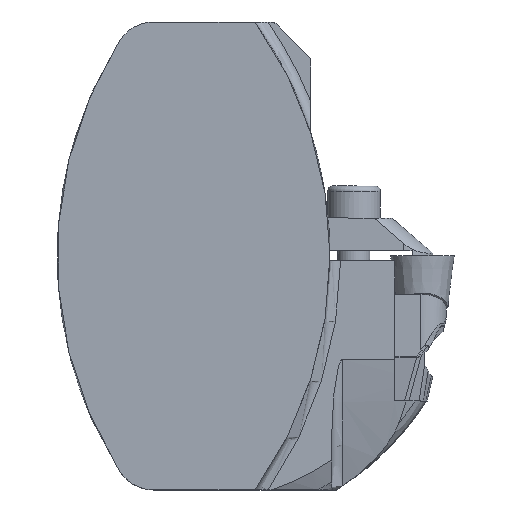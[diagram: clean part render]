
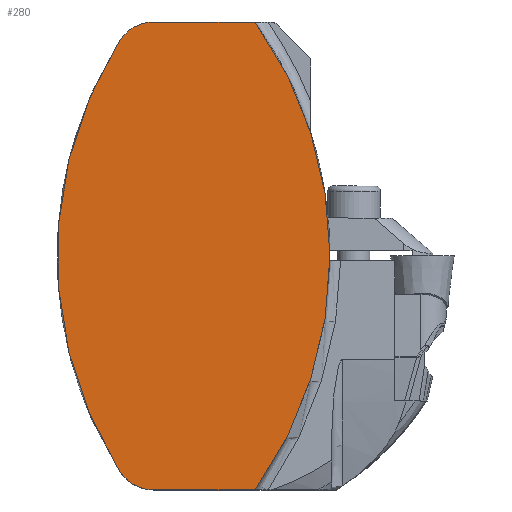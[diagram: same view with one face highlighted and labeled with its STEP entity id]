
A CAD part, top view. The second image highlights one B-rep face of the part: STEP entity #280.
In plain terms, the highlighted planar face has unit normal (0, 0, 1).
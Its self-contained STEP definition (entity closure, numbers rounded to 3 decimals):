
#280=ADVANCED_FACE('',(#422),#365,.T.);
#365=PLANE('',#1881);
#422=FACE_OUTER_BOUND('',#511,.T.);
#511=EDGE_LOOP('',(#767,#768,#769,#770,#771,#772));
#602=CIRCLE('',#1871,60.25);
#606=CIRCLE('',#1878,6.);
#607=CIRCLE('',#1879,60.4);
#608=CIRCLE('',#1880,6.);
#767=ORIENTED_EDGE('',*,*,#1381,.T.);
#768=ORIENTED_EDGE('',*,*,#1351,.T.);
#769=ORIENTED_EDGE('',*,*,#1382,.T.);
#770=ORIENTED_EDGE('',*,*,#1333,.F.);
#771=ORIENTED_EDGE('',*,*,#1383,.T.);
#772=ORIENTED_EDGE('',*,*,#1371,.F.);
#1167=VERTEX_POINT('',#2687);
#1168=VERTEX_POINT('',#2689);
#1182=VERTEX_POINT('',#2794);
#1183=VERTEX_POINT('',#2796);
#1192=VERTEX_POINT('',#2840);
#1194=VERTEX_POINT('',#2847);
#1333=EDGE_CURVE('',#1167,#1168,#1559,.T.);
#1351=EDGE_CURVE('',#1183,#1182,#1567,.T.);
#1371=EDGE_CURVE('',#1194,#1192,#602,.T.);
#1381=EDGE_CURVE('',#1194,#1183,#606,.T.);
#1382=EDGE_CURVE('',#1182,#1168,#607,.T.);
#1383=EDGE_CURVE('',#1167,#1192,#608,.T.);
#1559=LINE('',#2688,#1675);
#1567=LINE('',#2795,#1683);
#1675=VECTOR('',#2087,1.);
#1683=VECTOR('',#2103,1.);
#1871=AXIS2_PLACEMENT_3D('',#2848,#2134,#2135);
#1878=AXIS2_PLACEMENT_3D('',#2916,#2155,#2156);
#1879=AXIS2_PLACEMENT_3D('',#2917,#2157,#2158);
#1880=AXIS2_PLACEMENT_3D('',#2918,#2159,#2160);
#1881=AXIS2_PLACEMENT_3D('',#2919,#2161,#2162);
#2087=DIRECTION('',(1.,0.,0.));
#2103=DIRECTION('',(1.,0.,0.));
#2134=DIRECTION('',(0.,0.,-1.));
#2135=DIRECTION('',(1.,0.,0.));
#2155=DIRECTION('',(0.,0.,1.));
#2156=DIRECTION('',(1.,0.,0.));
#2157=DIRECTION('',(0.,0.,1.));
#2158=DIRECTION('',(1.,0.,0.));
#2159=DIRECTION('',(0.,0.,1.));
#2160=DIRECTION('',(1.,0.,0.));
#2161=DIRECTION('',(0.,0.,1.));
#2162=DIRECTION('',(1.,0.,0.));
#2687=CARTESIAN_POINT('',(-5.998,35.,0.));
#2688=CARTESIAN_POINT('',(32.425,35.,0.));
#2689=CARTESIAN_POINT('',(9.226,35.,0.));
#2794=CARTESIAN_POINT('',(9.226,-35.,0.));
#2795=CARTESIAN_POINT('',(5.552,-35.,0.));
#2796=CARTESIAN_POINT('',(-5.998,-35.,0.));
#2840=CARTESIAN_POINT('',(-11.069,32.207,0.));
#2847=CARTESIAN_POINT('',(-11.069,-32.207,0.));
#2848=CARTESIAN_POINT('',(39.85,0.,0.));
#2916=CARTESIAN_POINT('',(-5.998,-29.,0.));
#2917=CARTESIAN_POINT('',(-40.,0.,0.));
#2918=CARTESIAN_POINT('',(-5.998,29.,0.));
#2919=CARTESIAN_POINT('',(0.,35.,0.));
